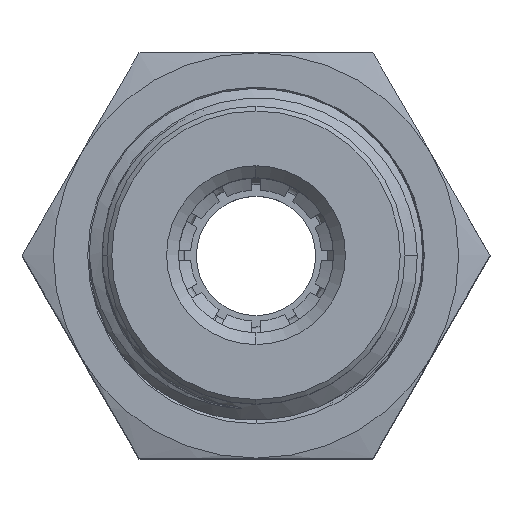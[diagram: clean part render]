
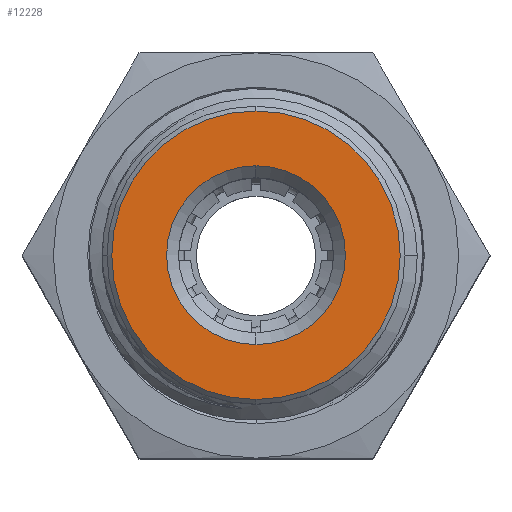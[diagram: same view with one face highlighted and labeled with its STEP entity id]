
A CAD part, top view. The second image highlights one B-rep face of the part: STEP entity #12228.
In plain terms, the highlighted planar face has unit normal (0, 0, 1).
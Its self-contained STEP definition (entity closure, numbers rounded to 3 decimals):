
#571 = FACE_BOUND ( 'NONE', #16496, .T. ) ;
#701 = EDGE_CURVE ( 'NONE', #32825, #37554, #32589, .T. ) ;
#1544 = DIRECTION ( 'NONE',  ( 0., -1., 0. ) ) ;
#1988 = ORIENTED_EDGE ( 'NONE', *, *, #701, .T. ) ;
#3071 = EDGE_CURVE ( 'NONE', #37554, #32825, #28617, .T. ) ;
#3179 = CARTESIAN_POINT ( 'NONE',  ( 0., 3.75, 3.206 ) ) ;
#8983 = DIRECTION ( 'NONE',  ( 0., 0., 1. ) ) ;
#9178 = ORIENTED_EDGE ( 'NONE', *, *, #43025, .T. ) ;
#9312 = AXIS2_PLACEMENT_3D ( 'NONE', #33202, #12867, #36605 ) ;
#10029 = EDGE_CURVE ( 'NONE', #21794, #22167, #11131, .T. ) ;
#10356 = AXIS2_PLACEMENT_3D ( 'NONE', #38703, #18373, #42135 ) ;
#11131 = CIRCLE ( 'NONE', #23749, 6.05 ) ;
#11988 = CARTESIAN_POINT ( 'NONE',  ( 0., 0., 3.206 ) ) ;
#12228 = ADVANCED_FACE ( 'NONE', ( #571, #35689 ), #29189, .T. ) ;
#12867 = DIRECTION ( 'NONE',  ( 0., 0., -1. ) ) ;
#14614 = CIRCLE ( 'NONE', #10356, 6.05 ) ;
#15403 = DIRECTION ( 'NONE',  ( 0., 1., 0. ) ) ;
#16496 = EDGE_LOOP ( 'NONE', ( #43436, #1988 ) ) ;
#17649 = ORIENTED_EDGE ( 'NONE', *, *, #10029, .T. ) ;
#18373 = DIRECTION ( 'NONE',  ( 0., 0., 1. ) ) ;
#20359 = CARTESIAN_POINT ( 'NONE',  ( 0., 6.05, 3.206 ) ) ;
#21794 = VERTEX_POINT ( 'NONE', #20359 ) ;
#21947 = DIRECTION ( 'NONE',  ( 0., 0., -1. ) ) ;
#22167 = VERTEX_POINT ( 'NONE', #42344 ) ;
#23749 = AXIS2_PLACEMENT_3D ( 'NONE', #11988, #35714, #15403 ) ;
#25834 = EDGE_LOOP ( 'NONE', ( #17649, #9178 ) ) ;
#28617 = CIRCLE ( 'NONE', #9312, 3.75 ) ;
#29189 = PLANE ( 'NONE',  #40043 ) ;
#29328 = CARTESIAN_POINT ( 'NONE',  ( 0., 0., 3.206 ) ) ;
#29655 = AXIS2_PLACEMENT_3D ( 'NONE', #42286, #21947, #1544 ) ;
#32589 = CIRCLE ( 'NONE', #29655, 3.75 ) ;
#32727 = DIRECTION ( 'NONE',  ( 0., -1., 0. ) ) ;
#32825 = VERTEX_POINT ( 'NONE', #3179 ) ;
#33202 = CARTESIAN_POINT ( 'NONE',  ( 0., 0., 3.206 ) ) ;
#35689 = FACE_OUTER_BOUND ( 'NONE', #25834, .T. ) ;
#35714 = DIRECTION ( 'NONE',  ( 0., 0., 1. ) ) ;
#36605 = DIRECTION ( 'NONE',  ( 0., -1., 0. ) ) ;
#37554 = VERTEX_POINT ( 'NONE', #41139 ) ;
#38703 = CARTESIAN_POINT ( 'NONE',  ( 0., 0., 3.206 ) ) ;
#40043 = AXIS2_PLACEMENT_3D ( 'NONE', #29328, #8983, #32727 ) ;
#41139 = CARTESIAN_POINT ( 'NONE',  ( 0., -3.75, 3.206 ) ) ;
#42135 = DIRECTION ( 'NONE',  ( 0., 1., 0. ) ) ;
#42286 = CARTESIAN_POINT ( 'NONE',  ( 0., 0., 3.206 ) ) ;
#42344 = CARTESIAN_POINT ( 'NONE',  ( 0., -6.05, 3.206 ) ) ;
#43025 = EDGE_CURVE ( 'NONE', #22167, #21794, #14614, .T. ) ;
#43436 = ORIENTED_EDGE ( 'NONE', *, *, #3071, .T. ) ;
